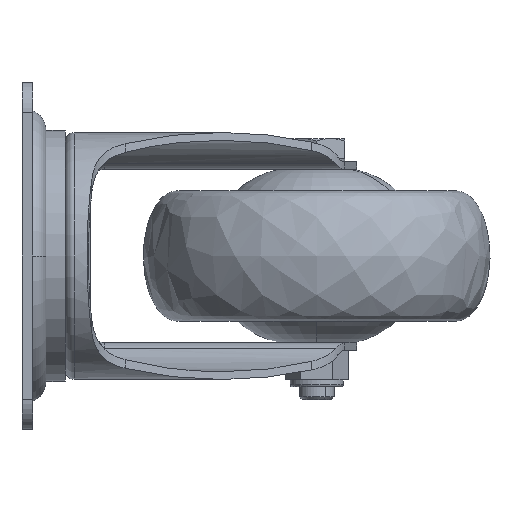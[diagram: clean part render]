
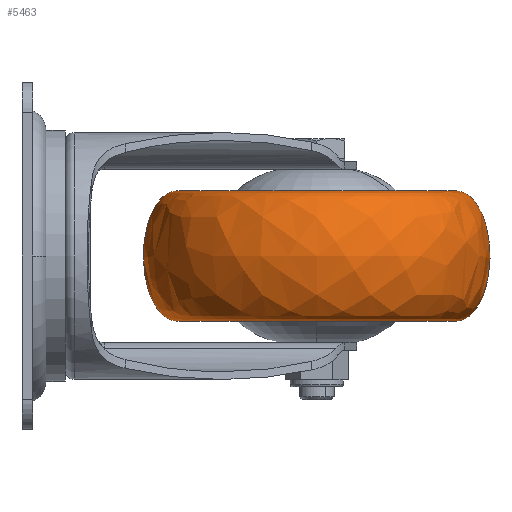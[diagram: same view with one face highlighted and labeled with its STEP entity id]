
A CAD part, left-side view. The second image highlights one B-rep face of the part: STEP entity #5463.
In plain terms, the highlighted free-form (B-spline) face has degree [3, 3] with [4, 4] control points.
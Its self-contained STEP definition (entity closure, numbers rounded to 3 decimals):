
#76 = CARTESIAN_POINT ( 'NONE',  ( 34.954, -68.261, -15. ) ) ;
#108 = EDGE_CURVE ( 'NONE', #4502, #1772, #3757, .T. ) ;
#153 = VERTEX_POINT ( 'NONE', #11145 ) ;
#689 = CARTESIAN_POINT ( 'NONE',  ( 34.954, -3.761, -15. ) ) ;
#744 = CARTESIAN_POINT ( 'NONE',  ( -60.546, -83.761, 15. ) ) ;
#852 = CARTESIAN_POINT ( 'NONE',  ( -60.546, 11.739, 15. ) ) ;
#1425 = CARTESIAN_POINT ( 'NONE',  ( 34.954, -68.261, 15. ) ) ;
#1486 = CARTESIAN_POINT ( 'NONE',  ( 34.954, -68.261, -15. ) ) ;
#1543 = CARTESIAN_POINT ( 'NONE',  ( 34.954, -3.761, -15. ) ) ;
#1691 = CARTESIAN_POINT ( 'NONE',  ( 34.954, 11.739, 15. ) ) ;
#1769 = VERTEX_POINT ( 'NONE', #8882 ) ;
#1772 = VERTEX_POINT ( 'NONE', #76 ) ;
#2162 = ORIENTED_EDGE ( 'NONE', *, *, #5760, .F. ) ;
#2454 = CARTESIAN_POINT ( 'NONE',  ( -29.546, -3.761, -15. ) ) ;
#2506 = CARTESIAN_POINT ( 'NONE',  ( -60.546, 11.739, -15. ) ) ;
#2559 = CARTESIAN_POINT ( 'NONE',  ( 34.954, -68.261, -15. ) ) ;
#2636 = CARTESIAN_POINT ( 'NONE',  ( 34.954, -3.761, -15. ) ) ;
#3134 =( BOUNDED_SURFACE ( )  B_SPLINE_SURFACE ( 3, 3, ( 
 ( #1543, #2454, #8794, #2559 ),
 ( #5110, #2506, #3527, #10589 ),
 ( #9734, #852, #744, #4401 ),
 ( #5053, #4229, #3293, #8742 ) ),
 .UNSPECIFIED., .F., .F., .F. ) 
 B_SPLINE_SURFACE_WITH_KNOTS ( ( 4, 4 ),
 ( 4, 4 ),
 ( 0., 1. ),
 ( 0., 1. ),
 .UNSPECIFIED. ) 
 GEOMETRIC_REPRESENTATION_ITEM ( )  RATIONAL_B_SPLINE_SURFACE ( (
 ( 1., 0.333, 0.333, 1.),
 ( 0.333, 0.111, 0.111, 0.333),
 ( 0.333, 0.111, 0.111, 0.333),
 ( 1., 0.333, 0.333, 1.) ) ) 
 REPRESENTATION_ITEM ( '' )  SURFACE ( )  );
#3293 = CARTESIAN_POINT ( 'NONE',  ( -29.546, -68.261, 15. ) ) ;
#3427 = CARTESIAN_POINT ( 'NONE',  ( 34.954, -3.761, 15. ) ) ;
#3527 = CARTESIAN_POINT ( 'NONE',  ( -60.546, -83.761, -15. ) ) ;
#3757 = CIRCLE ( 'NONE', #6941, 32.25 ) ;
#3953 = DIRECTION ( 'NONE',  ( 0., 0., 1. ) ) ;
#4229 = CARTESIAN_POINT ( 'NONE',  ( -29.546, -3.761, 15. ) ) ;
#4292 = FACE_OUTER_BOUND ( 'NONE', #5123, .T. ) ;
#4401 = CARTESIAN_POINT ( 'NONE',  ( 34.954, -83.761, 15. ) ) ;
#4402 = AXIS2_PLACEMENT_3D ( 'NONE', #5947, #10672, #8869 ) ;
#4502 = VERTEX_POINT ( 'NONE', #689 ) ;
#4768 = ORIENTED_EDGE ( 'NONE', *, *, #7667, .F. ) ;
#5053 = CARTESIAN_POINT ( 'NONE',  ( 34.954, -3.761, 15. ) ) ;
#5110 = CARTESIAN_POINT ( 'NONE',  ( 34.954, 11.739, -15. ) ) ;
#5123 = EDGE_LOOP ( 'NONE', ( #8075, #10074, #2162, #4768 ) ) ;
#5463 = ADVANCED_FACE ( 'NONE', ( #4292 ), #3134, .F. ) ;
#5543 = CARTESIAN_POINT ( 'NONE',  ( 34.954, -36.011, -15. ) ) ;
#5760 = EDGE_CURVE ( 'NONE', #1769, #153, #9069, .T. ) ;
#5947 = CARTESIAN_POINT ( 'NONE',  ( 34.954, -36.011, 15. ) ) ;
#6646 =( BOUNDED_CURVE ( )  B_SPLINE_CURVE ( 3, ( #2636, #8809, #1691, #3427 ),
 .UNSPECIFIED., .F., .F. ) 
 B_SPLINE_CURVE_WITH_KNOTS ( ( 4, 4 ),
 ( 0., 1. ),
 .UNSPECIFIED. ) 
 CURVE ( )  GEOMETRIC_REPRESENTATION_ITEM ( )  RATIONAL_B_SPLINE_CURVE ( ( 1., 0.333, 0.333, 1. ) ) 
 REPRESENTATION_ITEM ( '' )  );
#6941 = AXIS2_PLACEMENT_3D ( 'NONE', #5543, #3953, #7533 ) ;
#7533 = DIRECTION ( 'NONE',  ( 0., 1., 0. ) ) ;
#7667 = EDGE_CURVE ( 'NONE', #4502, #1769, #6646, .T. ) ;
#8075 = ORIENTED_EDGE ( 'NONE', *, *, #108, .T. ) ;
#8568 = CARTESIAN_POINT ( 'NONE',  ( 34.954, -83.761, -15. ) ) ;
#8611 = CARTESIAN_POINT ( 'NONE',  ( 34.954, -83.761, 15. ) ) ;
#8742 = CARTESIAN_POINT ( 'NONE',  ( 34.954, -68.261, 15. ) ) ;
#8794 = CARTESIAN_POINT ( 'NONE',  ( -29.546, -68.261, -15. ) ) ;
#8809 = CARTESIAN_POINT ( 'NONE',  ( 34.954, 11.739, -15. ) ) ;
#8869 = DIRECTION ( 'NONE',  ( 0., 1., 0. ) ) ;
#8882 = CARTESIAN_POINT ( 'NONE',  ( 34.954, -3.761, 15. ) ) ;
#9069 = CIRCLE ( 'NONE', #4402, 32.25 ) ;
#9734 = CARTESIAN_POINT ( 'NONE',  ( 34.954, 11.739, 15. ) ) ;
#10074 = ORIENTED_EDGE ( 'NONE', *, *, #10170, .T. ) ;
#10170 = EDGE_CURVE ( 'NONE', #1772, #153, #11413, .T. ) ;
#10589 = CARTESIAN_POINT ( 'NONE',  ( 34.954, -83.761, -15. ) ) ;
#10672 = DIRECTION ( 'NONE',  ( 0., 0., 1. ) ) ;
#11145 = CARTESIAN_POINT ( 'NONE',  ( 34.954, -68.261, 15. ) ) ;
#11413 =( BOUNDED_CURVE ( )  B_SPLINE_CURVE ( 3, ( #1486, #8568, #8611, #1425 ),
 .UNSPECIFIED., .F., .F. ) 
 B_SPLINE_CURVE_WITH_KNOTS ( ( 4, 4 ),
 ( 0., 1. ),
 .UNSPECIFIED. ) 
 CURVE ( )  GEOMETRIC_REPRESENTATION_ITEM ( )  RATIONAL_B_SPLINE_CURVE ( ( 1., 0.333, 0.333, 1. ) ) 
 REPRESENTATION_ITEM ( '' )  );
